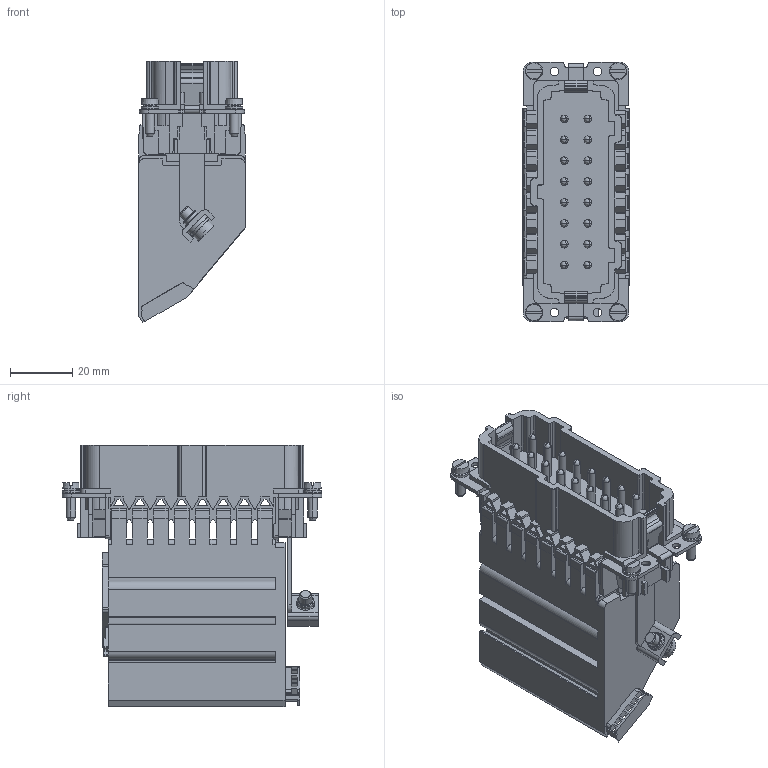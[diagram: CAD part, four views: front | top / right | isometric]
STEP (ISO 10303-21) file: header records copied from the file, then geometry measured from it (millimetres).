
FILE_DESCRIPTION(('CATIA V5 STEP Exchange','CAx-IF Rec.Pracs.--- Model Styling and Organization---1.4--- 2014-01-23'),'2;1');
FILE_NAME ('040151-6_0_1848760000_1848760000.stp','2020-07-03T05:39:27+00:00',('none'),('Weidmueller'),'CATIA Version 5-6 Release 2016 SP3 HF44','CATIA V5 STEP AP214','none');
FILE_SCHEMA(('AUTOMOTIVE_DESIGN { 1 0 10303 214 1 1 1 1 }'));
Products named in the file (1): 1848760000
Bounding box: 34 x 83.33 x 83.8 mm (x, y, z)
Volume: 102730.2 mm3; surface area: 43958.8 mm2
Topology: 20 solids, 22 shells, 2311 faces, 6702 edges, 4400 vertices
Faces by surface type: plane 1575, cylinder 617, bspline 85, cone 18, extrusion 16
Entity records: 79174 total; most frequent: CARTESIAN_POINT 21228, ORIENTED_EDGE 13276, DIRECTION 9962, EDGE_CURVE 6638, VECTOR 5133, LINE 5117, VERTEX_POINT 4396, AXIS2_PLACEMENT_3D 2738
